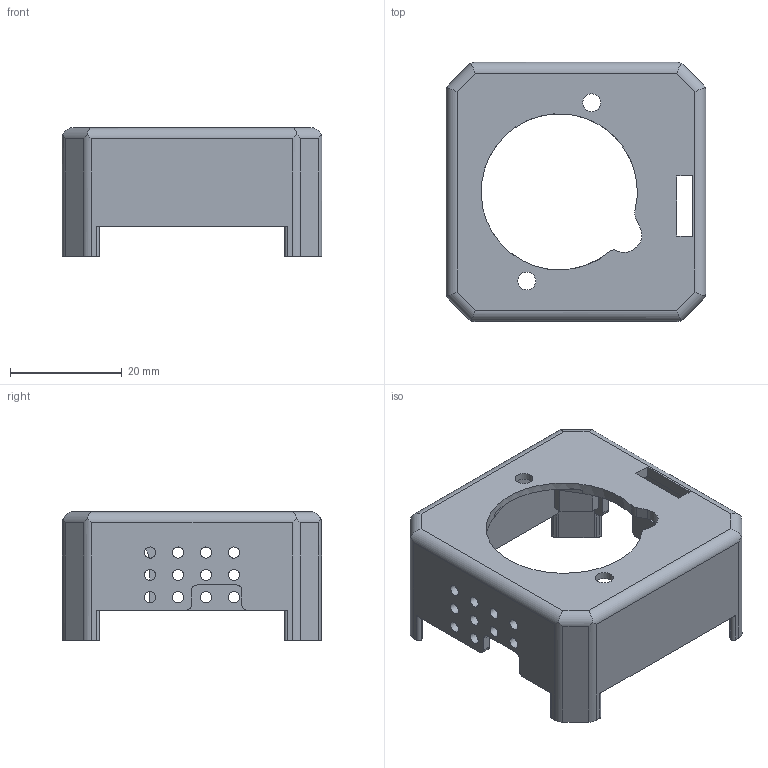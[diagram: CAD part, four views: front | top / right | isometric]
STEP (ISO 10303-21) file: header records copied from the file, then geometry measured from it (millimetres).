
FILE_DESCRIPTION(/* description */ (''),/* implementation_level */ '2;1');
FILE_NAME(/* name */ 'Cover closed S FAN v20.step',/* time_stamp */ '2021-03-21T20:29:35+01:00',/* author */ (''),/* organization */ (''),/* preprocessor_version */ 'ST-DEVELOPER v18.1',/* originating_system */ 'Autodesk Translation Framework v9.10.0.1330',/* authorisation */ '');
FILE_SCHEMA (('AUTOMOTIVE_DESIGN { 1 0 10303 214 3 1 1 }'));
Length unit declared in the file: millimetre
Products named in the file (2): Cover closed S FAN; FanCover
Assembly tree (1 placements, depth 2):
  Cover closed S FAN
    FanCover
Bounding box: 46.49 x 46.34 x 23 mm (x, y, z)
Volume: 8787.9 mm3; surface area: 9009.9 mm2
Topology: 1 solids, 1 shells, 154 faces, 448 edges, 296 vertices
Faces by surface type: cylinder 91, plane 63
Full cylindrical faces by diameter (mm): 2 x19, 3.2 x2
Entity records: 5306 total; most frequent: DIRECTION 948, CARTESIAN_POINT 901, ORIENTED_EDGE 896, EDGE_CURVE 448, AXIS2_PLACEMENT_3D 343, VERTEX_POINT 296, LINE 262, VECTOR 262
